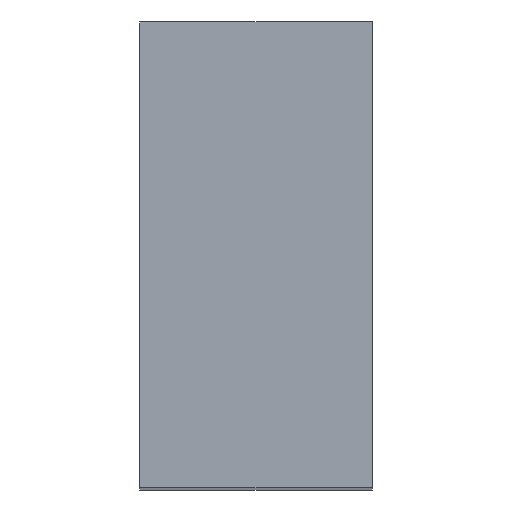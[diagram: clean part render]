
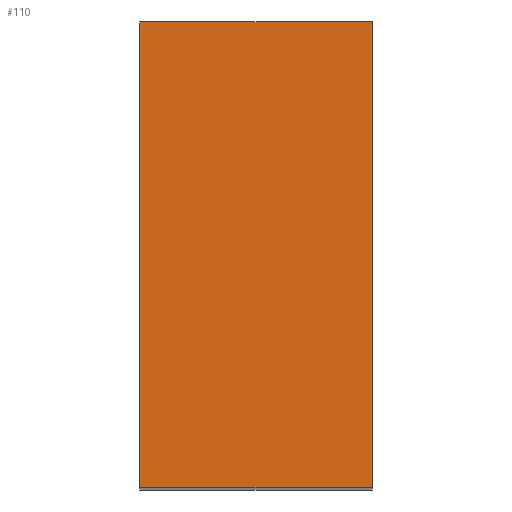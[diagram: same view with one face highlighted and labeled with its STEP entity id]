
A CAD part, top view. The second image highlights one B-rep face of the part: STEP entity #110.
In plain terms, the highlighted planar face has unit normal (0, 0, 1).
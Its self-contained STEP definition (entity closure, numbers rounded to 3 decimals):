
#24 = VERTEX_POINT('',#25);
#25 = CARTESIAN_POINT('',(-31.3,-180.4,57.7));
#40 = VERTEX_POINT('',#41);
#41 = CARTESIAN_POINT('',(-31.3,-170.4,57.7));
#47 = EDGE_CURVE('',#24,#40,#48,.T.);
#48 = LINE('',#49,#50);
#49 = CARTESIAN_POINT('',(-31.3,-180.4,57.7));
#50 = VECTOR('',#51,1.);
#51 = DIRECTION('',(0.,1.,0.));
#92 = EDGE_CURVE('',#24,#93,#95,.T.);
#93 = VERTEX_POINT('',#94);
#94 = CARTESIAN_POINT('',(-26.3,-180.4,57.7));
#95 = LINE('',#96,#97);
#96 = CARTESIAN_POINT('',(-31.3,-180.4,57.7));
#97 = VECTOR('',#98,1.);
#98 = DIRECTION('',(1.,0.,0.));
#110 = ADVANCED_FACE('',(#111),#129,.T.);
#111 = FACE_BOUND('',#112,.T.);
#112 = EDGE_LOOP('',(#113,#114,#115,#123));
#113 = ORIENTED_EDGE('',*,*,#47,.F.);
#114 = ORIENTED_EDGE('',*,*,#92,.T.);
#115 = ORIENTED_EDGE('',*,*,#116,.T.);
#116 = EDGE_CURVE('',#93,#117,#119,.T.);
#117 = VERTEX_POINT('',#118);
#118 = CARTESIAN_POINT('',(-26.3,-170.4,57.7));
#119 = LINE('',#120,#121);
#120 = CARTESIAN_POINT('',(-26.3,-180.4,57.7));
#121 = VECTOR('',#122,1.);
#122 = DIRECTION('',(0.,1.,0.));
#123 = ORIENTED_EDGE('',*,*,#124,.F.);
#124 = EDGE_CURVE('',#40,#117,#125,.T.);
#125 = LINE('',#126,#127);
#126 = CARTESIAN_POINT('',(-31.3,-170.4,57.7));
#127 = VECTOR('',#128,1.);
#128 = DIRECTION('',(1.,0.,0.));
#129 = PLANE('',#130);
#130 = AXIS2_PLACEMENT_3D('',#131,#132,#133);
#131 = CARTESIAN_POINT('',(-31.3,-180.4,57.7));
#132 = DIRECTION('',(0.,0.,1.));
#133 = DIRECTION('',(1.,0.,0.));
